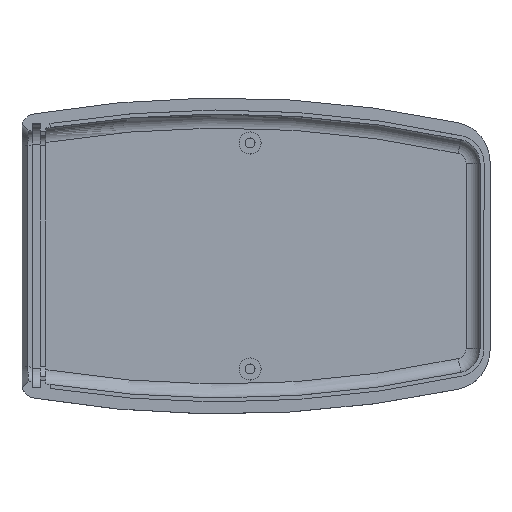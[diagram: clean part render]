
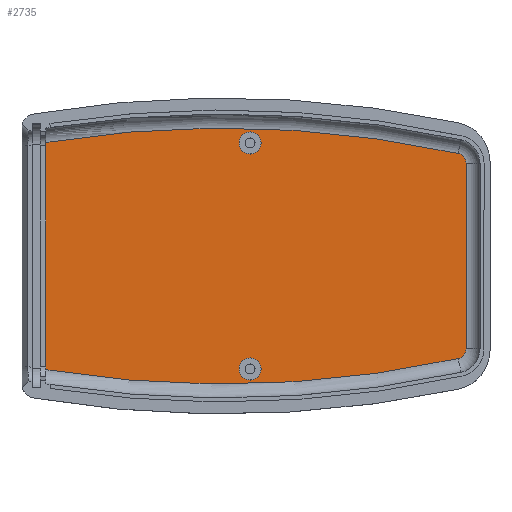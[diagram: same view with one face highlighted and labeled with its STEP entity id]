
A CAD part, top view. The second image highlights one B-rep face of the part: STEP entity #2735.
In plain terms, the highlighted planar face has unit normal (0, 0, 1).
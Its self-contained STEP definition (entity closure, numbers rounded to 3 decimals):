
#437 = VECTOR ( 'NONE', #2533, 1000. ) ;
#452 = CIRCLE ( 'NONE', #453, 2.75 ) ;
#453 = AXIS2_PLACEMENT_3D ( 'NONE', #2827, #2832, #2823 ) ;
#462 = AXIS2_PLACEMENT_3D ( 'NONE', #2372, #2375, #2376 ) ;
#463 = CIRCLE ( 'NONE', #506, 2.75 ) ;
#465 = CIRCLE ( 'NONE', #498, 2.75 ) ;
#468 = AXIS2_PLACEMENT_3D ( 'NONE', #2382, #2383, #2384 ) ;
#471 = CIRCLE ( 'NONE', #468, 2.5 ) ;
#477 = CIRCLE ( 'NONE', #486, 2.5 ) ;
#482 = CIRCLE ( 'NONE', #513, 275.118 ) ;
#486 = AXIS2_PLACEMENT_3D ( 'NONE', #2385, #2388, #2391 ) ;
#493 = AXIS2_PLACEMENT_3D ( 'NONE', #2409, #2415, #2410 ) ;
#498 = AXIS2_PLACEMENT_3D ( 'NONE', #2865, #2852, #2857 ) ;
#499 = VECTOR ( 'NONE', #2863, 1000. ) ;
#503 = CIRCLE ( 'NONE', #493, 275.118 ) ;
#506 = AXIS2_PLACEMENT_3D ( 'NONE', #2881, #2886, #2867 ) ;
#508 = AXIS2_PLACEMENT_3D ( 'NONE', #2804, #2806, #2807 ) ;
#510 = CIRCLE ( 'NONE', #462, 2.75 ) ;
#513 = AXIS2_PLACEMENT_3D ( 'NONE', #2854, #2866, #2884 ) ;
#802 = VERTEX_POINT ( 'NONE', #1568 ) ;
#806 = VERTEX_POINT ( 'NONE', #1527 ) ;
#812 = VERTEX_POINT ( 'NONE', #1570 ) ;
#813 = VERTEX_POINT ( 'NONE', #1557 ) ;
#819 = ORIENTED_EDGE ( 'NONE', *, *, #2710, .T. ) ;
#821 = ORIENTED_EDGE ( 'NONE', *, *, #2700, .F. ) ;
#822 = ORIENTED_EDGE ( 'NONE', *, *, #2730, .T. ) ;
#826 = ORIENTED_EDGE ( 'NONE', *, *, #2723, .T. ) ;
#831 = VERTEX_POINT ( 'NONE', #1571 ) ;
#836 = ORIENTED_EDGE ( 'NONE', *, *, #2694, .T. ) ;
#872 = ORIENTED_EDGE ( 'NONE', *, *, #2722, .T. ) ;
#882 = ORIENTED_EDGE ( 'NONE', *, *, #2720, .F. ) ;
#887 = ORIENTED_EDGE ( 'NONE', *, *, #2682, .T. ) ;
#901 = ORIENTED_EDGE ( 'NONE', *, *, #2707, .T. ) ;
#915 = ORIENTED_EDGE ( 'NONE', *, *, #2705, .F. ) ;
#1113 = EDGE_LOOP ( 'NONE', ( #819, #836 ) ) ;
#1199 = EDGE_LOOP ( 'NONE', ( #915, #882 ) ) ;
#1220 = EDGE_LOOP ( 'NONE', ( #901, #821, #822, #826, #887, #872 ) ) ;
#1239 = VERTEX_POINT ( 'NONE', #1526 ) ;
#1261 = VERTEX_POINT ( 'NONE', #1549 ) ;
#1262 = VERTEX_POINT ( 'NONE', #1537 ) ;
#1277 = VERTEX_POINT ( 'NONE', #1518 ) ;
#1279 = VERTEX_POINT ( 'NONE', #1521 ) ;
#1518 = CARTESIAN_POINT ( 'NONE',  ( 52.5, -23.2, 2.5 ) ) ;
#1521 = CARTESIAN_POINT ( 'NONE',  ( 50.534, 25.643, 2.5 ) ) ;
#1526 = CARTESIAN_POINT ( 'NONE',  ( 50.534, -25.643, 2.5 ) ) ;
#1527 = CARTESIAN_POINT ( 'NONE',  ( 1.25, -28.25, 2.5 ) ) ;
#1537 = CARTESIAN_POINT ( 'NONE',  ( -52.503, 28.42, 2.5 ) ) ;
#1549 = CARTESIAN_POINT ( 'NONE',  ( -52.503, -28.42, 2.5 ) ) ;
#1557 = CARTESIAN_POINT ( 'NONE',  ( -4.25, 28.25, 2.5 ) ) ;
#1568 = CARTESIAN_POINT ( 'NONE',  ( 1.25, 28.25, 2.5 ) ) ;
#1570 = CARTESIAN_POINT ( 'NONE',  ( 52.5, 23.2, 2.5 ) ) ;
#1571 = CARTESIAN_POINT ( 'NONE',  ( -4.25, -28.25, 2.5 ) ) ;
#2372 = CARTESIAN_POINT ( 'NONE',  ( -1.5, 28.25, 2.5 ) ) ;
#2375 = DIRECTION ( 'NONE',  ( 0., 0., 1. ) ) ;
#2376 = DIRECTION ( 'NONE',  ( -1., 0., 0. ) ) ;
#2382 = CARTESIAN_POINT ( 'NONE',  ( 50., 23.2, 2.5 ) ) ;
#2383 = DIRECTION ( 'NONE',  ( 0., 0., 1. ) ) ;
#2384 = DIRECTION ( 'NONE',  ( -1., 0., 0. ) ) ;
#2385 = CARTESIAN_POINT ( 'NONE',  ( 50., -23.2, 2.5 ) ) ;
#2388 = DIRECTION ( 'NONE',  ( 0., 0., 1. ) ) ;
#2391 = DIRECTION ( 'NONE',  ( -1., 0., 0. ) ) ;
#2409 = CARTESIAN_POINT ( 'NONE',  ( -8.267, 243.118, 2.5 ) ) ;
#2410 = DIRECTION ( 'NONE',  ( -1., 0., 0. ) ) ;
#2415 = DIRECTION ( 'NONE',  ( 0., 0., 1. ) ) ;
#2526 = LINE ( 'NONE', #2529, #437 ) ;
#2529 = CARTESIAN_POINT ( 'NONE',  ( 52.5, 39.5, 2.5 ) ) ;
#2533 = DIRECTION ( 'NONE',  ( 0., 1., 0. ) ) ;
#2585 = PLANE ( 'NONE',  #508 ) ;
#2587 = FACE_BOUND ( 'NONE', #1199, .T. ) ;
#2682 = EDGE_CURVE ( 'NONE', #1277, #812, #2526, .T. ) ;
#2694 = EDGE_CURVE ( 'NONE', #806, #831, #452, .T. ) ;
#2700 = EDGE_CURVE ( 'NONE', #1261, #1262, #2842, .T. ) ;
#2705 = EDGE_CURVE ( 'NONE', #813, #802, #465, .T. ) ;
#2707 = EDGE_CURVE ( 'NONE', #1279, #1262, #482, .T. ) ;
#2710 = EDGE_CURVE ( 'NONE', #831, #806, #463, .T. ) ;
#2720 = EDGE_CURVE ( 'NONE', #802, #813, #510, .T. ) ;
#2722 = EDGE_CURVE ( 'NONE', #812, #1279, #471, .T. ) ;
#2723 = EDGE_CURVE ( 'NONE', #1239, #1277, #477, .T. ) ;
#2730 = EDGE_CURVE ( 'NONE', #1261, #1239, #503, .T. ) ;
#2735 = ADVANCED_FACE ( 'NONE', ( #2893, #2890, #2587 ), #2585, .F. ) ;
#2804 = CARTESIAN_POINT ( 'NONE',  ( 58.5, 39.5, 2.5 ) ) ;
#2806 = DIRECTION ( 'NONE',  ( 0., 0., -1. ) ) ;
#2807 = DIRECTION ( 'NONE',  ( -1., 0., 0. ) ) ;
#2823 = DIRECTION ( 'NONE',  ( 1., 0., 0. ) ) ;
#2827 = CARTESIAN_POINT ( 'NONE',  ( -1.5, -28.25, 2.5 ) ) ;
#2832 = DIRECTION ( 'NONE',  ( 0., 0., -1. ) ) ;
#2842 = LINE ( 'NONE', #2847, #499 ) ;
#2847 = CARTESIAN_POINT ( 'NONE',  ( -52.503, 31.932, 2.5 ) ) ;
#2852 = DIRECTION ( 'NONE',  ( 0., 0., 1. ) ) ;
#2854 = CARTESIAN_POINT ( 'NONE',  ( -8.267, -243.118, 2.5 ) ) ;
#2857 = DIRECTION ( 'NONE',  ( -1., 0., 0. ) ) ;
#2863 = DIRECTION ( 'NONE',  ( 0., 1., 0. ) ) ;
#2865 = CARTESIAN_POINT ( 'NONE',  ( -1.5, 28.25, 2.5 ) ) ;
#2866 = DIRECTION ( 'NONE',  ( 0., 0., 1. ) ) ;
#2867 = DIRECTION ( 'NONE',  ( 1., 0., 0. ) ) ;
#2881 = CARTESIAN_POINT ( 'NONE',  ( -1.5, -28.25, 2.5 ) ) ;
#2884 = DIRECTION ( 'NONE',  ( -1., 0., 0. ) ) ;
#2886 = DIRECTION ( 'NONE',  ( 0., 0., -1. ) ) ;
#2890 = FACE_OUTER_BOUND ( 'NONE', #1220, .T. ) ;
#2893 = FACE_BOUND ( 'NONE', #1113, .T. ) ;
